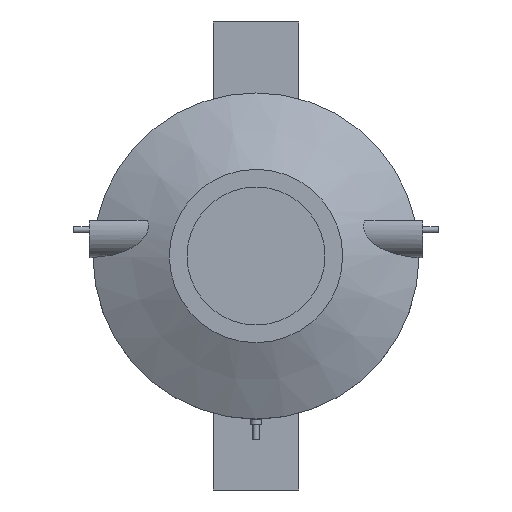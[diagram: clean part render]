
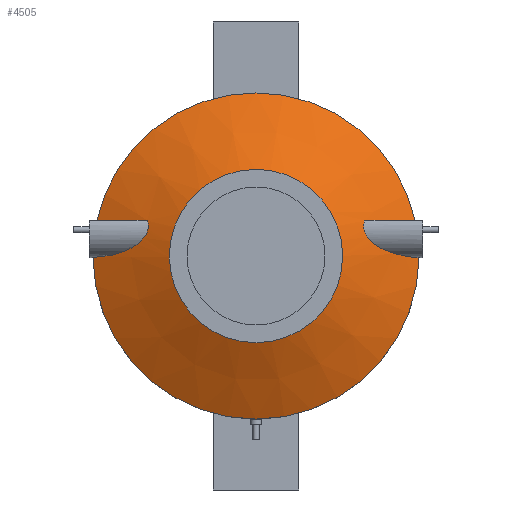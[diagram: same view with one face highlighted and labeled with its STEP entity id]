
A CAD part, left-side view. The second image highlights one B-rep face of the part: STEP entity #4505.
In plain terms, the highlighted conical face has half-angle 63.997 degrees and reference radius 1181.1 mm.
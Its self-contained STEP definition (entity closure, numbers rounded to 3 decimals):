
#4477=CONICAL_SURFACE('',#8675,1181.1,63.997);
#4491=B_SPLINE_CURVE_WITH_KNOTS('',3,(#10406,#10407,#10408,#10409,#10410,
#10411),.UNSPECIFIED.,.F.,.F.,(4,2,4),(0.,0.5,1.),.UNSPECIFIED.);
#4492=B_SPLINE_CURVE_WITH_KNOTS('',3,(#10416,#10417,#10418,#10419,#10420,
#10421),.UNSPECIFIED.,.F.,.F.,(4,2,4),(0.,0.5,1.),.UNSPECIFIED.);
#4493=B_SPLINE_CURVE_WITH_KNOTS('',3,(#10423,#10424,#10425,#10426,#10427,
#10428,#10429,#10430,#10431,#10432,#10433,#10434,#10435,#10436,#10437,#10438,
#10439,#10440,#10441,#10442,#10443,#10444,#10445,#10446,#10447,#10448,#10449,
#10450,#10451,#10452,#10453,#10454,#10455,#10456,#10457,#10458),.UNSPECIFIED.,
 .F.,.F.,(4,2,2,2,2,2,2,2,2,2,2,2,2,2,2,2,2,4),(0.,0.125,0.25,
0.375,0.5,0.563,0.625,0.687,
0.75,0.781,0.812,0.844,
0.875,0.906,0.922,0.937,
0.969,1.),.UNSPECIFIED.);
#4494=B_SPLINE_CURVE_WITH_KNOTS('',3,(#10462,#10463,#10464,#10465,#10466,
#10467,#10468,#10469,#10470,#10471,#10472,#10473,#10474,#10475,#10476,#10477,
#10478,#10479,#10480,#10481,#10482,#10483,#10484,#10485,#10486,#10487,#10488,
#10489,#10490,#10491,#10492,#10493,#10494,#10495),.UNSPECIFIED.,.F.,.F.,
(4,2,2,2,2,2,2,2,2,2,2,2,2,2,2,2,4),(0.,0.063,0.125,
0.156,0.188,0.219,0.25,
0.281,0.313,0.375,0.5,0.563,
0.625,0.75,0.875,0.938,
1.),.UNSPECIFIED.);
#4505=ADVANCED_FACE('',(#5011,#5012),#4477,.T.);
#5011=FACE_BOUND('',#5138,.T.);
#5012=FACE_BOUND('',#5139,.T.);
#5138=EDGE_LOOP('',(#5487,#5488,#5489,#5490,#5491,#5492));
#5139=EDGE_LOOP('',(#5493));
#5487=ORIENTED_EDGE('',*,*,#6967,.F.);
#5488=ORIENTED_EDGE('',*,*,#6968,.F.);
#5489=ORIENTED_EDGE('',*,*,#6969,.F.);
#5490=ORIENTED_EDGE('',*,*,#6970,.F.);
#5491=ORIENTED_EDGE('',*,*,#6971,.F.);
#5492=ORIENTED_EDGE('',*,*,#6972,.F.);
#5493=ORIENTED_EDGE('',*,*,#6966,.T.);
#6586=VERTEX_POINT('',#10404);
#6587=VERTEX_POINT('',#10412);
#6588=VERTEX_POINT('',#10413);
#6589=VERTEX_POINT('',#10415);
#6590=VERTEX_POINT('',#10422);
#6591=VERTEX_POINT('',#10459);
#6592=VERTEX_POINT('',#10461);
#6966=EDGE_CURVE('',#6586,#6586,#7518,.T.);
#6967=EDGE_CURVE('',#6587,#6588,#4491,.T.);
#6968=EDGE_CURVE('',#6589,#6587,#7519,.T.);
#6969=EDGE_CURVE('',#6590,#6589,#4492,.T.);
#6970=EDGE_CURVE('',#6591,#6590,#4493,.T.);
#6971=EDGE_CURVE('',#6592,#6591,#7520,.T.);
#6972=EDGE_CURVE('',#6588,#6592,#4494,.T.);
#7518=CIRCLE('',#8671,1181.1);
#7519=CIRCLE('',#8673,2222.5);
#7520=CIRCLE('',#8674,2222.5);
#8671=AXIS2_PLACEMENT_3D('',#10403,#9107,#9108);
#8673=AXIS2_PLACEMENT_3D('',#10414,#9111,#9112);
#8674=AXIS2_PLACEMENT_3D('',#10460,#9113,#9114);
#8675=AXIS2_PLACEMENT_3D('',#10496,#9115,#9116);
#9107=DIRECTION('',(-0.001,1.,0.001));
#9108=DIRECTION('',(0.,0.001,-1.));
#9111=DIRECTION('',(-0.001,1.,0.001));
#9112=DIRECTION('',(0.,0.001,-1.));
#9113=DIRECTION('',(-0.001,1.,0.001));
#9114=DIRECTION('',(0.,0.001,-1.));
#9115=DIRECTION('',(-0.001,1.,0.001));
#9116=DIRECTION('',(-1.,-0.001,0.));
#10403=CARTESIAN_POINT('',(10933.365,2376.348,4858.599));
#10404=CARTESIAN_POINT('',(10933.864,2377.693,3677.5));
#10406=CARTESIAN_POINT('',(13101.701,2886.553,5343.967));
#10407=CARTESIAN_POINT('',(12987.655,2832.077,5343.856));
#10408=CARTESIAN_POINT('',(12873.533,2777.762,5343.746));
#10409=CARTESIAN_POINT('',(12645.038,2669.663,5343.527));
#10410=CARTESIAN_POINT('',(12530.668,2615.872,5343.417));
#10411=CARTESIAN_POINT('',(12416.076,2562.553,5343.308));
#10412=CARTESIAN_POINT('',(13101.701,2886.553,5343.967));
#10413=CARTESIAN_POINT('',(12416.076,2562.553,5343.308));
#10414=CARTESIAN_POINT('',(10932.719,2884.347,4859.177));
#10415=CARTESIAN_POINT('',(8763.329,2881.039,5342.127));
#10416=CARTESIAN_POINT('',(9449.776,2558.782,5342.05));
#10417=CARTESIAN_POINT('',(9335.048,2611.81,5342.062));
#10418=CARTESIAN_POINT('',(9220.542,2665.31,5342.074));
#10419=CARTESIAN_POINT('',(8991.773,2772.829,5342.1));
#10420=CARTESIAN_POINT('',(8877.513,2826.853,5342.113));
#10421=CARTESIAN_POINT('',(8763.329,2881.039,5342.127));
#10422=CARTESIAN_POINT('',(9449.776,2558.782,5342.05));
#10423=CARTESIAN_POINT('',(8710.344,2881.548,4835.829));
#10424=CARTESIAN_POINT('',(8751.218,2861.662,4837.719));
#10425=CARTESIAN_POINT('',(8791.784,2841.917,4841.172));
#10426=CARTESIAN_POINT('',(8872.282,2802.735,4851.323));
#10427=CARTESIAN_POINT('',(8912.215,2783.297,4858.018));
#10428=CARTESIAN_POINT('',(8991.395,2744.81,4875.03));
#10429=CARTESIAN_POINT('',(9030.643,2725.758,4885.339));
#10430=CARTESIAN_POINT('',(9108.347,2688.21,4910.354));
#10431=CARTESIAN_POINT('',(9146.807,2669.708,4925.035));
#10432=CARTESIAN_POINT('',(9203.747,2642.644,4951.548));
#10433=CARTESIAN_POINT('',(9222.664,2633.709,4961.182));
#10434=CARTESIAN_POINT('',(9259.658,2616.414,4982.029));
#10435=CARTESIAN_POINT('',(9277.779,2608.031,4993.253));
#10436=CARTESIAN_POINT('',(9313.109,2591.956,5017.681));
#10437=CARTESIAN_POINT('',(9330.349,2584.251,5030.923));
#10438=CARTESIAN_POINT('',(9362.995,2570.074,5059.4));
#10439=CARTESIAN_POINT('',(9378.484,2563.562,5074.674));
#10440=CARTESIAN_POINT('',(9400.056,2554.982,5099.667));
#10441=CARTESIAN_POINT('',(9406.967,2552.322,5108.348));
#10442=CARTESIAN_POINT('',(9420.11,2547.492,5126.564));
#10443=CARTESIAN_POINT('',(9426.362,2545.317,5136.145));
#10444=CARTESIAN_POINT('',(9437.714,2541.679,5155.849));
#10445=CARTESIAN_POINT('',(9442.852,2540.2,5166.016));
#10446=CARTESIAN_POINT('',(9451.85,2538.048,5187.098));
#10447=CARTESIAN_POINT('',(9455.728,2537.377,5198.112));
#10448=CARTESIAN_POINT('',(9461.715,2537.021,5220.294));
#10449=CARTESIAN_POINT('',(9463.858,2537.322,5231.508));
#10450=CARTESIAN_POINT('',(9465.668,2538.552,5248.533));
#10451=CARTESIAN_POINT('',(9466.037,2539.091,5254.241));
#10452=CARTESIAN_POINT('',(9466.277,2540.443,5265.731));
#10453=CARTESIAN_POINT('',(9466.142,2541.259,5271.519));
#10454=CARTESIAN_POINT('',(9464.99,2544.056,5288.562));
#10455=CARTESIAN_POINT('',(9463.232,2546.402,5299.645));
#10456=CARTESIAN_POINT('',(9457.857,2551.969,5321.291));
#10457=CARTESIAN_POINT('',(9454.209,2555.213,5331.904));
#10458=CARTESIAN_POINT('',(9449.776,2558.782,5342.05));
#10459=CARTESIAN_POINT('',(8710.344,2881.548,4835.829));
#10460=CARTESIAN_POINT('',(10932.719,2884.347,4859.177));
#10461=CARTESIAN_POINT('',(13155.114,2887.197,4837.713));
#10462=CARTESIAN_POINT('',(12416.076,2562.553,5343.308));
#10463=CARTESIAN_POINT('',(12407.294,2555.432,5323.122));
#10464=CARTESIAN_POINT('',(12401.797,2549.783,5301.755));
#10465=CARTESIAN_POINT('',(12398.652,2542.226,5256.144));
#10466=CARTESIAN_POINT('',(12401.127,2540.605,5233.55));
#10467=CARTESIAN_POINT('',(12410.074,2541.1,5200.054));
#10468=CARTESIAN_POINT('',(12413.86,2541.751,5189.235));
#10469=CARTESIAN_POINT('',(12422.706,2543.856,5168.316));
#10470=CARTESIAN_POINT('',(12427.776,2545.312,5158.19));
#10471=CARTESIAN_POINT('',(12439.022,2548.917,5138.508));
#10472=CARTESIAN_POINT('',(12445.2,2551.07,5128.969));
#10473=CARTESIAN_POINT('',(12458.204,2555.86,5110.811));
#10474=CARTESIAN_POINT('',(12465.066,2558.509,5102.127));
#10475=CARTESIAN_POINT('',(12479.392,2564.228,5085.417));
#10476=CARTESIAN_POINT('',(12486.858,2567.298,5077.391));
#10477=CARTESIAN_POINT('',(12502.313,2573.8,5061.912));
#10478=CARTESIAN_POINT('',(12510.325,2577.241,5054.438));
#10479=CARTESIAN_POINT('',(12534.9,2587.968,5032.918));
#10480=CARTESIAN_POINT('',(12551.876,2595.597,5019.85));
#10481=CARTESIAN_POINT('',(12604.167,2619.516,4983.528));
#10482=CARTESIAN_POINT('',(12640.823,2636.816,4963.113));
#10483=CARTESIAN_POINT('',(12697.737,2664.02,4936.428));
#10484=CARTESIAN_POINT('',(12716.915,2673.246,4928.266));
#10485=CARTESIAN_POINT('',(12755.447,2691.857,4913.252));
#10486=CARTESIAN_POINT('',(12774.833,2701.259,4906.387));
#10487=CARTESIAN_POINT('',(12833.316,2729.689,4887.468));
#10488=CARTESIAN_POINT('',(12872.735,2748.943,4877.074));
#10489=CARTESIAN_POINT('',(12952.316,2787.867,4859.935));
#10490=CARTESIAN_POINT('',(12992.478,2807.54,4853.197));
#10491=CARTESIAN_POINT('',(13053.239,2837.302,4845.554));
#10492=CARTESIAN_POINT('',(13073.592,2847.273,4843.419));
#10493=CARTESIAN_POINT('',(13114.315,2867.219,4839.964));
#10494=CARTESIAN_POINT('',(13134.702,2877.203,4838.641));
#10495=CARTESIAN_POINT('',(13155.114,2887.197,4837.713));
#10496=CARTESIAN_POINT('',(10933.365,2376.348,4858.599));
